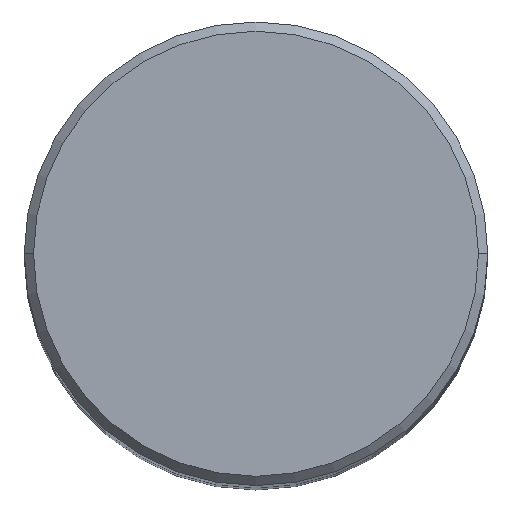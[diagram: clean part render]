
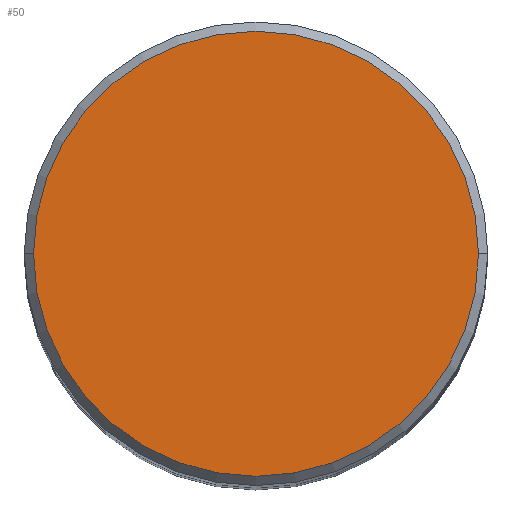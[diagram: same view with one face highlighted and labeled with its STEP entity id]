
A CAD part, top view. The second image highlights one B-rep face of the part: STEP entity #50.
In plain terms, the highlighted planar face has unit normal (0, 0, 1).
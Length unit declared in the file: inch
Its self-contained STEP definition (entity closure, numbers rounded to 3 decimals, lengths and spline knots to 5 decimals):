
#50 = ADVANCED_FACE ( 'NONE', ( #269 ), #301, .F. ) ;
#61 = AXIS2_PLACEMENT_3D ( 'NONE', #161, #132, #73 ) ;
#63 = EDGE_CURVE ( 'NONE', #259, #123, #171, .T. ) ;
#69 = CIRCLE ( 'NONE', #152, 0.48 ) ;
#73 = DIRECTION ( 'NONE',  ( -1., 0., 0. ) ) ;
#93 = DIRECTION ( 'NONE',  ( 1., 0., 0. ) ) ;
#98 = CARTESIAN_POINT ( 'NONE',  ( 0., 0., 0. ) ) ;
#102 = DIRECTION ( 'NONE',  ( 0., 0., 1. ) ) ;
#113 = AXIS2_PLACEMENT_3D ( 'NONE', #157, #304, #167 ) ;
#123 = VERTEX_POINT ( 'NONE', #240 ) ;
#127 = EDGE_CURVE ( 'NONE', #123, #259, #69, .T. ) ;
#132 = DIRECTION ( 'NONE',  ( 0., 0., -1. ) ) ;
#152 = AXIS2_PLACEMENT_3D ( 'NONE', #98, #102, #93 ) ;
#157 = CARTESIAN_POINT ( 'NONE',  ( 0., 0., 0. ) ) ;
#160 = CARTESIAN_POINT ( 'NONE',  ( -0.48, 0., 0. ) ) ;
#161 = CARTESIAN_POINT ( 'NONE',  ( 0., 0.48, 0. ) ) ;
#167 = DIRECTION ( 'NONE',  ( 1., 0., 0. ) ) ;
#171 = CIRCLE ( 'NONE', #113, 0.48 ) ;
#240 = CARTESIAN_POINT ( 'NONE',  ( 0.48, 0., 0. ) ) ;
#250 = ORIENTED_EDGE ( 'NONE', *, *, #63, .T. ) ;
#259 = VERTEX_POINT ( 'NONE', #160 ) ;
#269 = FACE_OUTER_BOUND ( 'NONE', #282, .T. ) ;
#282 = EDGE_LOOP ( 'NONE', ( #250, #324 ) ) ;
#301 = PLANE ( 'NONE',  #61 ) ;
#304 = DIRECTION ( 'NONE',  ( 0., 0., 1. ) ) ;
#324 = ORIENTED_EDGE ( 'NONE', *, *, #127, .T. ) ;
